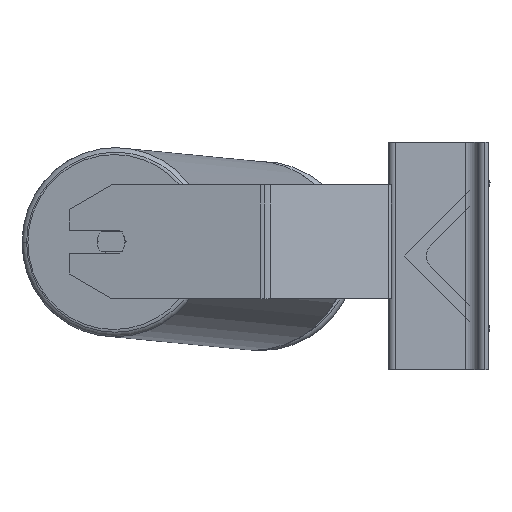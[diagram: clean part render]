
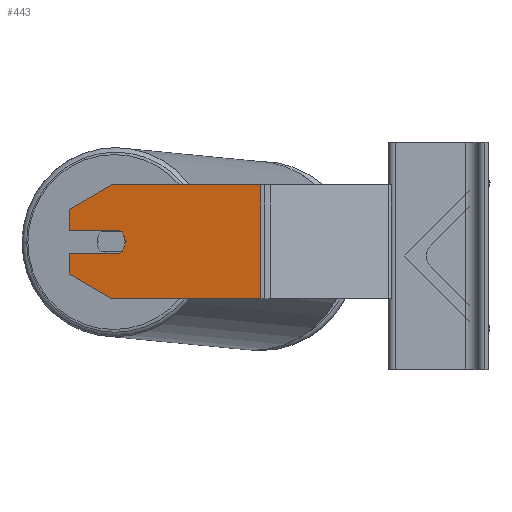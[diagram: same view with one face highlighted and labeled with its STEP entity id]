
A CAD part, left-side view. The second image highlights one B-rep face of the part: STEP entity #443.
In plain terms, the highlighted planar face has unit normal (-0.985, 0.174, 0).
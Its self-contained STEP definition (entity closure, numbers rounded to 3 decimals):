
#122 = LINE ( 'NONE', #2547, #2229 ) ;
#403 = LINE ( 'NONE', #2080, #1958 ) ;
#411 = ORIENTED_EDGE ( 'NONE', *, *, #8516, .F. ) ;
#440 = DIRECTION ( 'NONE',  ( 0., 0., -1. ) ) ;
#443 = ADVANCED_FACE ( 'NONE', ( #6898 ), #5304, .F. ) ;
#1067 = ORIENTED_EDGE ( 'NONE', *, *, #3073, .T. ) ;
#1204 = CARTESIAN_POINT ( 'NONE',  ( -886.931, 235.768, 50. ) ) ;
#1234 = VECTOR ( 'NONE', #6554, 1000. ) ;
#1262 = DIRECTION ( 'NONE',  ( 0.985, -0.174, 0. ) ) ;
#1515 = EDGE_CURVE ( 'NONE', #3039, #7190, #403, .T. ) ;
#1544 = DIRECTION ( 'NONE',  ( 0.15, 0.853, -0.5 ) ) ;
#1610 = ORIENTED_EDGE ( 'NONE', *, *, #4849, .F. ) ;
#1648 = VERTEX_POINT ( 'NONE', #5733 ) ;
#1852 = VERTEX_POINT ( 'NONE', #1953 ) ;
#1953 = CARTESIAN_POINT ( 'NONE',  ( -886.931, 235.768, -12.679 ) ) ;
#1958 = VECTOR ( 'NONE', #6164, 1000. ) ;
#2080 = CARTESIAN_POINT ( 'NONE',  ( -910.699, 100.97, 50. ) ) ;
#2168 = EDGE_CURVE ( 'NONE', #3872, #7190, #3403, .T. ) ;
#2216 = DIRECTION ( 'NONE',  ( -0.174, -0.985, 0. ) ) ;
#2229 = VECTOR ( 'NONE', #1544, 1000. ) ;
#2281 = DIRECTION ( 'NONE',  ( 0., 0., -1. ) ) ;
#2376 = CARTESIAN_POINT ( 'NONE',  ( -886.931, 235.768, 32.679 ) ) ;
#2547 = CARTESIAN_POINT ( 'NONE',  ( -886.931, 235.768, 32.679 ) ) ;
#2800 = EDGE_CURVE ( 'NONE', #3592, #3039, #4878, .T. ) ;
#2809 = LINE ( 'NONE', #3785, #8948 ) ;
#3039 = VERTEX_POINT ( 'NONE', #9069 ) ;
#3040 = DIRECTION ( 'NONE',  ( 0.174, 0.985, 0. ) ) ;
#3073 = EDGE_CURVE ( 'NONE', #8806, #7375, #7990, .T. ) ;
#3337 = LINE ( 'NONE', #3386, #1234 ) ;
#3366 = VECTOR ( 'NONE', #8102, 1000. ) ;
#3386 = CARTESIAN_POINT ( 'NONE',  ( -886.931, 235.768, 2. ) ) ;
#3403 = LINE ( 'NONE', #9114, #9736 ) ;
#3592 = VERTEX_POINT ( 'NONE', #7214 ) ;
#3785 = CARTESIAN_POINT ( 'NONE',  ( -886.931, 235.768, 50. ) ) ;
#3840 = ORIENTED_EDGE ( 'NONE', *, *, #2168, .T. ) ;
#3872 = VERTEX_POINT ( 'NONE', #10526 ) ;
#3900 = EDGE_CURVE ( 'NONE', #1852, #3872, #6423, .T. ) ;
#4044 = LINE ( 'NONE', #4795, #7611 ) ;
#4100 = CARTESIAN_POINT ( 'NONE',  ( -893.182, 200.314, 18. ) ) ;
#4231 = VECTOR ( 'NONE', #2281, 1000. ) ;
#4271 = CARTESIAN_POINT ( 'NONE',  ( -892.14, 206.223, 10. ) ) ;
#4330 = EDGE_LOOP ( 'NONE', ( #8193, #6752, #3840, #6161, #5560, #10323, #1067, #5995, #411, #1610, #5943 ) ) ;
#4493 = AXIS2_PLACEMENT_3D ( 'NONE', #4271, #9839, #9025 ) ;
#4589 = VECTOR ( 'NONE', #5584, 1000. ) ;
#4795 = CARTESIAN_POINT ( 'NONE',  ( -886.931, 235.768, 18. ) ) ;
#4849 = EDGE_CURVE ( 'NONE', #1648, #8861, #5704, .T. ) ;
#4878 = LINE ( 'NONE', #9686, #3366 ) ;
#5030 = CARTESIAN_POINT ( 'NONE',  ( -910.699, 100.97, -30. ) ) ;
#5304 = PLANE ( 'NONE',  #5752 ) ;
#5560 = ORIENTED_EDGE ( 'NONE', *, *, #2800, .F. ) ;
#5584 = DIRECTION ( 'NONE',  ( -0.15, -0.853, -0.5 ) ) ;
#5663 = DIRECTION ( 'NONE',  ( 0.174, 0.985, 0. ) ) ;
#5704 = CIRCLE ( 'NONE', #8108, 10. ) ;
#5712 = VERTEX_POINT ( 'NONE', #5933 ) ;
#5733 = CARTESIAN_POINT ( 'NONE',  ( -893.182, 200.314, 2. ) ) ;
#5752 = AXIS2_PLACEMENT_3D ( 'NONE', #1204, #1262, #3040 ) ;
#5933 = CARTESIAN_POINT ( 'NONE',  ( -886.931, 235.768, 2. ) ) ;
#5943 = ORIENTED_EDGE ( 'NONE', *, *, #6805, .F. ) ;
#5995 = ORIENTED_EDGE ( 'NONE', *, *, #10067, .F. ) ;
#6146 = CARTESIAN_POINT ( 'NONE',  ( -886.931, 235.768, 18. ) ) ;
#6161 = ORIENTED_EDGE ( 'NONE', *, *, #1515, .F. ) ;
#6164 = DIRECTION ( 'NONE',  ( 0., 0., -1. ) ) ;
#6416 = CARTESIAN_POINT ( 'NONE',  ( -892.14, 206.223, 10. ) ) ;
#6423 = LINE ( 'NONE', #10581, #4589 ) ;
#6554 = DIRECTION ( 'NONE',  ( -0.174, -0.985, 0. ) ) ;
#6752 = ORIENTED_EDGE ( 'NONE', *, *, #3900, .T. ) ;
#6805 = EDGE_CURVE ( 'NONE', #5712, #1648, #3337, .T. ) ;
#6898 = FACE_OUTER_BOUND ( 'NONE', #4330, .T. ) ;
#7086 = EDGE_CURVE ( 'NONE', #3592, #8806, #122, .T. ) ;
#7190 = VERTEX_POINT ( 'NONE', #5030 ) ;
#7214 = CARTESIAN_POINT ( 'NONE',  ( -892.14, 206.223, 50. ) ) ;
#7334 = EDGE_CURVE ( 'NONE', #5712, #1852, #2809, .T. ) ;
#7375 = VERTEX_POINT ( 'NONE', #6146 ) ;
#7611 = VECTOR ( 'NONE', #5663, 1000. ) ;
#7990 = LINE ( 'NONE', #10463, #4231 ) ;
#8102 = DIRECTION ( 'NONE',  ( -0.174, -0.985, 0. ) ) ;
#8108 = AXIS2_PLACEMENT_3D ( 'NONE', #6416, #8904, #2216 ) ;
#8193 = ORIENTED_EDGE ( 'NONE', *, *, #7334, .T. ) ;
#8516 = EDGE_CURVE ( 'NONE', #8861, #8796, #9153, .T. ) ;
#8796 = VERTEX_POINT ( 'NONE', #4100 ) ;
#8806 = VERTEX_POINT ( 'NONE', #2376 ) ;
#8861 = VERTEX_POINT ( 'NONE', #10614 ) ;
#8904 = DIRECTION ( 'NONE',  ( -0.985, 0.174, 0. ) ) ;
#8948 = VECTOR ( 'NONE', #440, 1000. ) ;
#9025 = DIRECTION ( 'NONE',  ( -0.174, -0.985, 0. ) ) ;
#9066 = DIRECTION ( 'NONE',  ( -0.174, -0.985, 0. ) ) ;
#9069 = CARTESIAN_POINT ( 'NONE',  ( -910.699, 100.97, 50. ) ) ;
#9114 = CARTESIAN_POINT ( 'NONE',  ( -886.931, 235.768, -30. ) ) ;
#9153 = CIRCLE ( 'NONE', #4493, 10. ) ;
#9686 = CARTESIAN_POINT ( 'NONE',  ( -886.931, 235.768, 50. ) ) ;
#9736 = VECTOR ( 'NONE', #9066, 1000. ) ;
#9839 = DIRECTION ( 'NONE',  ( -0.985, 0.174, 0. ) ) ;
#10067 = EDGE_CURVE ( 'NONE', #8796, #7375, #4044, .T. ) ;
#10323 = ORIENTED_EDGE ( 'NONE', *, *, #7086, .T. ) ;
#10463 = CARTESIAN_POINT ( 'NONE',  ( -886.931, 235.768, 50. ) ) ;
#10526 = CARTESIAN_POINT ( 'NONE',  ( -892.14, 206.223, -30. ) ) ;
#10581 = CARTESIAN_POINT ( 'NONE',  ( -892.14, 206.223, -30. ) ) ;
#10614 = CARTESIAN_POINT ( 'NONE',  ( -893.876, 196.375, 10. ) ) ;
